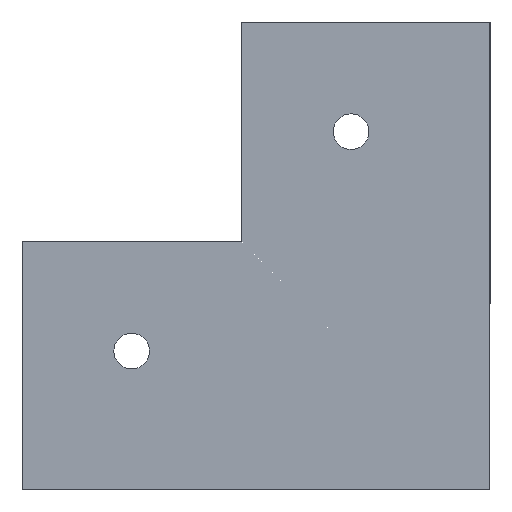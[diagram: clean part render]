
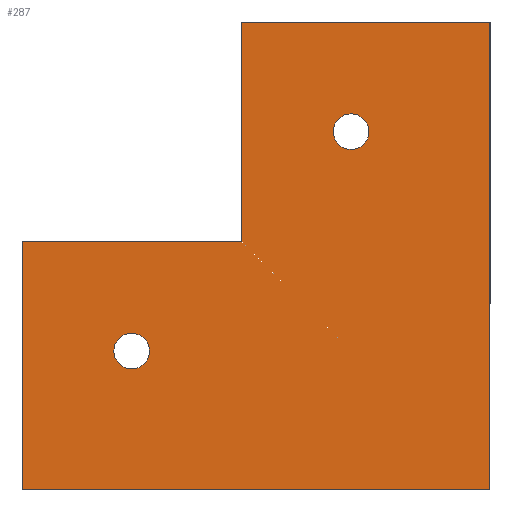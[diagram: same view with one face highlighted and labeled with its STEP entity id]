
A CAD part, left-side view. The second image highlights one B-rep face of the part: STEP entity #287.
In plain terms, the highlighted planar face has unit normal (-1, 0, 0).
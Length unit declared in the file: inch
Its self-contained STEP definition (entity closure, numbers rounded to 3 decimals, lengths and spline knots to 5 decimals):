
#3 = EDGE_CURVE ( 'NONE', #781, #817, #25, .T. ) ;
#25 = LINE ( 'NONE', #774, #70 ) ;
#37 = EDGE_LOOP ( 'NONE', ( #666, #668 ) ) ;
#48 = EDGE_LOOP ( 'NONE', ( #671, #672, #669, #674, #673, #677 ) ) ;
#60 = EDGE_LOOP ( 'NONE', ( #667, #670 ) ) ;
#70 = VECTOR ( 'NONE', #803, 39.37008 ) ;
#79 = FACE_BOUND ( 'NONE', #60, .T. ) ;
#84 = FACE_BOUND ( 'NONE', #37, .T. ) ;
#88 = FACE_OUTER_BOUND ( 'NONE', #48, .T. ) ;
#114 = VECTOR ( 'NONE', #917, 39.37008 ) ;
#116 = VECTOR ( 'NONE', #926, 39.37008 ) ;
#118 = LINE ( 'NONE', #916, #126 ) ;
#122 = LINE ( 'NONE', #910, #114 ) ;
#123 = CIRCLE ( 'NONE', #623, 0.06102 ) ;
#124 = LINE ( 'NONE', #919, #125 ) ;
#125 = VECTOR ( 'NONE', #920, 39.37008 ) ;
#126 = VECTOR ( 'NONE', #922, 39.37008 ) ;
#129 = LINE ( 'NONE', #918, #116 ) ;
#145 = CIRCLE ( 'NONE', #385, 0.06102 ) ;
#153 = CIRCLE ( 'NONE', #386, 0.06102 ) ;
#206 = LINE ( 'NONE', #430, #207 ) ;
#207 = VECTOR ( 'NONE', #431, 39.37008 ) ;
#211 = CIRCLE ( 'NONE', #401, 0.06102 ) ;
#287 = ADVANCED_FACE ( 'NONE', ( #84, #79, #88 ), #842, .F. ) ;
#308 = EDGE_CURVE ( 'NONE', #815, #828, #123, .T. ) ;
#309 = EDGE_CURVE ( 'NONE', #780, #819, #122, .T. ) ;
#310 = EDGE_CURVE ( 'NONE', #770, #784, #124, .T. ) ;
#311 = EDGE_CURVE ( 'NONE', #770, #781, #118, .T. ) ;
#313 = EDGE_CURVE ( 'NONE', #819, #784, #129, .T. ) ;
#321 = EDGE_CURVE ( 'NONE', #826, #825, #145, .T. ) ;
#325 = EDGE_CURVE ( 'NONE', #828, #815, #153, .T. ) ;
#363 = AXIS2_PLACEMENT_3D ( 'NONE', #838, #843, #844 ) ;
#385 = AXIS2_PLACEMENT_3D ( 'NONE', #942, #943, #944 ) ;
#386 = AXIS2_PLACEMENT_3D ( 'NONE', #951, #952, #953 ) ;
#401 = AXIS2_PLACEMENT_3D ( 'NONE', #427, #433, #434 ) ;
#427 = CARTESIAN_POINT ( 'NONE',  ( -0.8, 1.225, -0.325 ) ) ;
#430 = CARTESIAN_POINT ( 'NONE',  ( -0.8, 1.6, 0.8 ) ) ;
#431 = DIRECTION ( 'NONE',  ( 0., -1., 0. ) ) ;
#433 = DIRECTION ( 'NONE',  ( 1., 0., 0. ) ) ;
#434 = DIRECTION ( 'NONE',  ( 0., 0., -1. ) ) ;
#461 = CARTESIAN_POINT ( 'NONE',  ( -0.8, 1.6, -0.8 ) ) ;
#490 = CARTESIAN_POINT ( 'NONE',  ( -0.8, 0.85, 0.8 ) ) ;
#491 = CARTESIAN_POINT ( 'NONE',  ( -0.8, 0., -0.8 ) ) ;
#493 = CARTESIAN_POINT ( 'NONE',  ( -0.8, 1.6, 0.05 ) ) ;
#504 = CARTESIAN_POINT ( 'NONE',  ( -0.8, 0.475, 0.36398 ) ) ;
#506 = CARTESIAN_POINT ( 'NONE',  ( -0.8, 0., 0.8 ) ) ;
#508 = CARTESIAN_POINT ( 'NONE',  ( -0.8, 0.85, 0.05 ) ) ;
#514 = CARTESIAN_POINT ( 'NONE',  ( -0.8, 1.225, -0.38602 ) ) ;
#515 = CARTESIAN_POINT ( 'NONE',  ( -0.8, 1.225, -0.26398 ) ) ;
#517 = CARTESIAN_POINT ( 'NONE',  ( -0.8, 0.475, 0.48602 ) ) ;
#588 = EDGE_CURVE ( 'NONE', #780, #817, #206, .T. ) ;
#611 = EDGE_CURVE ( 'NONE', #825, #826, #211, .T. ) ;
#623 = AXIS2_PLACEMENT_3D ( 'NONE', #913, #914, #915 ) ;
#666 = ORIENTED_EDGE ( 'NONE', *, *, #308, .T. ) ;
#667 = ORIENTED_EDGE ( 'NONE', *, *, #611, .T. ) ;
#668 = ORIENTED_EDGE ( 'NONE', *, *, #325, .T. ) ;
#669 = ORIENTED_EDGE ( 'NONE', *, *, #310, .F. ) ;
#670 = ORIENTED_EDGE ( 'NONE', *, *, #321, .T. ) ;
#671 = ORIENTED_EDGE ( 'NONE', *, *, #309, .T. ) ;
#672 = ORIENTED_EDGE ( 'NONE', *, *, #313, .T. ) ;
#673 = ORIENTED_EDGE ( 'NONE', *, *, #3, .T. ) ;
#674 = ORIENTED_EDGE ( 'NONE', *, *, #311, .T. ) ;
#677 = ORIENTED_EDGE ( 'NONE', *, *, #588, .F. ) ;
#770 = VERTEX_POINT ( 'NONE', #461 ) ;
#774 = CARTESIAN_POINT ( 'NONE',  ( -0.8, 0., 0.8 ) ) ;
#780 = VERTEX_POINT ( 'NONE', #490 ) ;
#781 = VERTEX_POINT ( 'NONE', #491 ) ;
#784 = VERTEX_POINT ( 'NONE', #493 ) ;
#803 = DIRECTION ( 'NONE',  ( 0., 0., 1. ) ) ;
#815 = VERTEX_POINT ( 'NONE', #504 ) ;
#817 = VERTEX_POINT ( 'NONE', #506 ) ;
#819 = VERTEX_POINT ( 'NONE', #508 ) ;
#825 = VERTEX_POINT ( 'NONE', #514 ) ;
#826 = VERTEX_POINT ( 'NONE', #515 ) ;
#828 = VERTEX_POINT ( 'NONE', #517 ) ;
#838 = CARTESIAN_POINT ( 'NONE',  ( -0.8, 1.6, 0.8 ) ) ;
#842 = PLANE ( 'NONE',  #363 ) ;
#843 = DIRECTION ( 'NONE',  ( 1., 0., 0. ) ) ;
#844 = DIRECTION ( 'NONE',  ( 0., 0., -1. ) ) ;
#910 = CARTESIAN_POINT ( 'NONE',  ( -0.8, 0.85, 0.8 ) ) ;
#913 = CARTESIAN_POINT ( 'NONE',  ( -0.8, 0.475, 0.425 ) ) ;
#914 = DIRECTION ( 'NONE',  ( 1., 0., 0. ) ) ;
#915 = DIRECTION ( 'NONE',  ( 0., 0., -1. ) ) ;
#916 = CARTESIAN_POINT ( 'NONE',  ( -0.8, 1.6, -0.8 ) ) ;
#917 = DIRECTION ( 'NONE',  ( 0., 0., -1. ) ) ;
#918 = CARTESIAN_POINT ( 'NONE',  ( -0.8, 1.6, 0.05 ) ) ;
#919 = CARTESIAN_POINT ( 'NONE',  ( -0.8, 1.6, 0.8 ) ) ;
#920 = DIRECTION ( 'NONE',  ( 0., 0., 1. ) ) ;
#922 = DIRECTION ( 'NONE',  ( 0., -1., 0. ) ) ;
#926 = DIRECTION ( 'NONE',  ( 0., 1., 0. ) ) ;
#942 = CARTESIAN_POINT ( 'NONE',  ( -0.8, 1.225, -0.325 ) ) ;
#943 = DIRECTION ( 'NONE',  ( 1., 0., 0. ) ) ;
#944 = DIRECTION ( 'NONE',  ( 0., 0., -1. ) ) ;
#951 = CARTESIAN_POINT ( 'NONE',  ( -0.8, 0.475, 0.425 ) ) ;
#952 = DIRECTION ( 'NONE',  ( 1., 0., 0. ) ) ;
#953 = DIRECTION ( 'NONE',  ( 0., 0., -1. ) ) ;
